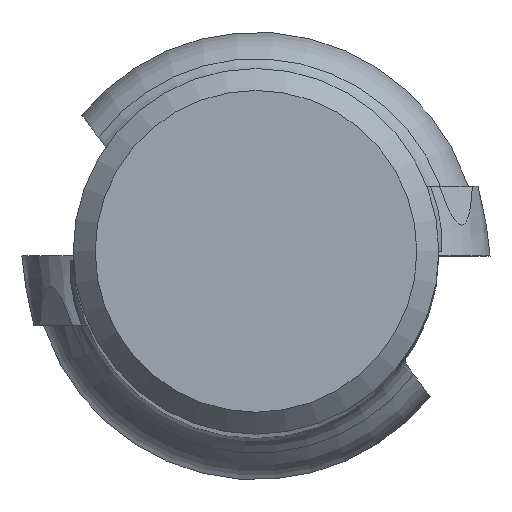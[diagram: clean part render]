
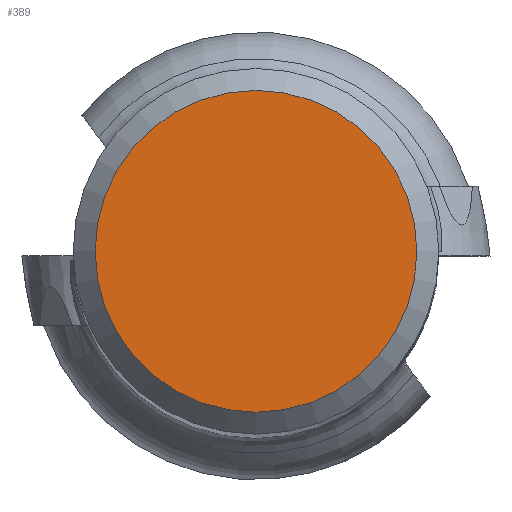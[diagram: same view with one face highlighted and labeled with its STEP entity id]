
A CAD part, top view. The second image highlights one B-rep face of the part: STEP entity #389.
In plain terms, the highlighted planar face has unit normal (0, 0, 1).
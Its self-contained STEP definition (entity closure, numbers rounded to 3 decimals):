
#264=FACE_OUTER_BOUND('',#656,.T.);
#389=ADVANCED_FACE('',(#264),#518,.F.);
#518=PLANE('',#2559);
#656=EDGE_LOOP('',(#1192));
#1033=CIRCLE('',#2558,10.997);
#1192=ORIENTED_EDGE('',*,*,#2051,.T.);
#1812=VERTEX_POINT('',#3873);
#2051=EDGE_CURVE('',#1812,#1812,#1033,.T.);
#2558=AXIS2_PLACEMENT_3D('',#3872,#2895,#2896);
#2559=AXIS2_PLACEMENT_3D('',#3874,#2897,#2898);
#2895=DIRECTION('',(0.,0.,1.));
#2896=DIRECTION('',(1.,0.,0.));
#2897=DIRECTION('',(0.,0.,-1.));
#2898=DIRECTION('',(-1.,0.,0.));
#3872=CARTESIAN_POINT('',(0.,0.,0.));
#3873=CARTESIAN_POINT('',(10.997,0.,0.));
#3874=CARTESIAN_POINT('',(-10.997,0.,0.));
